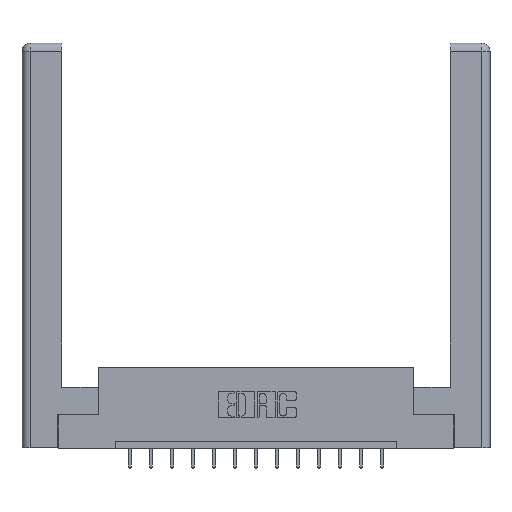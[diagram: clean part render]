
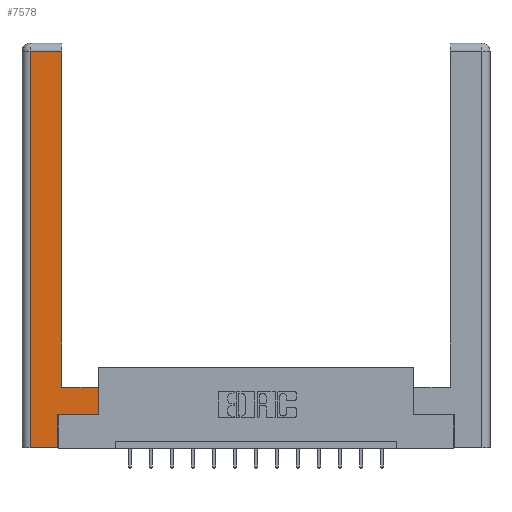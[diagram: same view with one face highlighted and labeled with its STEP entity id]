
A CAD part, top view. The second image highlights one B-rep face of the part: STEP entity #7578.
In plain terms, the highlighted planar face has unit normal (0, 0, 1).
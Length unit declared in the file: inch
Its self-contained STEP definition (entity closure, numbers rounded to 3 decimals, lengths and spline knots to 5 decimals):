
#28 = CARTESIAN_POINT ( 'NONE',  ( 0.565, 0.45, 0. ) ) ;
#150 = DIRECTION ( 'NONE',  ( 0., 1., 0. ) ) ;
#278 = ORIENTED_EDGE ( 'NONE', *, *, #3157, .T. ) ;
#517 = ORIENTED_EDGE ( 'NONE', *, *, #3025, .T. ) ;
#611 = AXIS2_PLACEMENT_3D ( 'NONE', #11020, #11080, #11128 ) ;
#627 = LINE ( 'NONE', #10109, #10169 ) ;
#1214 = CARTESIAN_POINT ( 'NONE',  ( 0.265, 0.245, 0. ) ) ;
#1304 = CARTESIAN_POINT ( 'NONE',  ( 0.295, 0.45, 0. ) ) ;
#1450 = LINE ( 'NONE', #14261, #14228 ) ;
#1768 = DIRECTION ( 'NONE',  ( -1., 0., 0. ) ) ;
#2239 = ORIENTED_EDGE ( 'NONE', *, *, #3175, .T. ) ;
#2300 = LINE ( 'NONE', #15320, #7949 ) ;
#2422 = ORIENTED_EDGE ( 'NONE', *, *, #4275, .T. ) ;
#2825 = VERTEX_POINT ( 'NONE', #14162 ) ;
#2878 = CARTESIAN_POINT ( 'NONE',  ( 0.565, 0.245, 0. ) ) ;
#3025 = EDGE_CURVE ( 'NONE', #10576, #4475, #3826, .T. ) ;
#3141 = EDGE_LOOP ( 'NONE', ( #2422, #5623, #6611, #517, #4484, #13137, #278, #2239 ) ) ;
#3157 = EDGE_CURVE ( 'NONE', #5937, #2825, #4582, .T. ) ;
#3175 = EDGE_CURVE ( 'NONE', #2825, #11060, #15034, .T. ) ;
#3262 = DIRECTION ( 'NONE',  ( 1., 0., 0. ) ) ;
#3285 = VERTEX_POINT ( 'NONE', #9150 ) ;
#3518 = EDGE_CURVE ( 'NONE', #4475, #14302, #1450, .T. ) ;
#3580 = PLANE ( 'NONE',  #611 ) ;
#3826 = LINE ( 'NONE', #14329, #6516 ) ;
#3888 = FACE_OUTER_BOUND ( 'NONE', #3141, .T. ) ;
#4275 = EDGE_CURVE ( 'NONE', #11060, #3285, #627, .T. ) ;
#4475 = VERTEX_POINT ( 'NONE', #8265 ) ;
#4484 = ORIENTED_EDGE ( 'NONE', *, *, #3518, .T. ) ;
#4582 = LINE ( 'NONE', #28, #13651 ) ;
#5572 = CARTESIAN_POINT ( 'NONE',  ( 0.0615, 2.94, 0. ) ) ;
#5623 = ORIENTED_EDGE ( 'NONE', *, *, #7392, .T. ) ;
#5937 = VERTEX_POINT ( 'NONE', #7051 ) ;
#6317 = VECTOR ( 'NONE', #7571, 39.37008 ) ;
#6344 = VECTOR ( 'NONE', #7342, 39.37008 ) ;
#6415 = DIRECTION ( 'NONE',  ( 0., 1., 0. ) ) ;
#6516 = VECTOR ( 'NONE', #3262, 39.37008 ) ;
#6611 = ORIENTED_EDGE ( 'NONE', *, *, #9449, .T. ) ;
#7051 = CARTESIAN_POINT ( 'NONE',  ( 0.565, 0.245, 0. ) ) ;
#7342 = DIRECTION ( 'NONE',  ( 0., -1., 0. ) ) ;
#7392 = EDGE_CURVE ( 'NONE', #3285, #10717, #2300, .T. ) ;
#7571 = DIRECTION ( 'NONE',  ( -1., 0., 0. ) ) ;
#7578 = ADVANCED_FACE ( 'NONE', ( #3888 ), #3580, .F. ) ;
#7913 = LINE ( 'NONE', #8550, #6344 ) ;
#7949 = VECTOR ( 'NONE', #1768, 39.37008 ) ;
#8126 = DIRECTION ( 'NONE',  ( 0., 1., 0. ) ) ;
#8265 = CARTESIAN_POINT ( 'NONE',  ( 0.265, 0., 0. ) ) ;
#8550 = CARTESIAN_POINT ( 'NONE',  ( 0.0615, 0., 0. ) ) ;
#9124 = DIRECTION ( 'NONE',  ( 1., 0., 0. ) ) ;
#9150 = CARTESIAN_POINT ( 'NONE',  ( 0.295, 2.94, 0. ) ) ;
#9449 = EDGE_CURVE ( 'NONE', #10717, #10576, #7913, .T. ) ;
#10109 = CARTESIAN_POINT ( 'NONE',  ( 0.295, 3., 0. ) ) ;
#10169 = VECTOR ( 'NONE', #6415, 39.37008 ) ;
#10576 = VERTEX_POINT ( 'NONE', #12012 ) ;
#10717 = VERTEX_POINT ( 'NONE', #5572 ) ;
#11020 = CARTESIAN_POINT ( 'NONE',  ( 0., 0., 0. ) ) ;
#11060 = VERTEX_POINT ( 'NONE', #11732 ) ;
#11080 = DIRECTION ( 'NONE',  ( 0., 0., -1. ) ) ;
#11128 = DIRECTION ( 'NONE',  ( -1., 0., 0. ) ) ;
#11732 = CARTESIAN_POINT ( 'NONE',  ( 0.295, 0.45, 0. ) ) ;
#12005 = LINE ( 'NONE', #2878, #14137 ) ;
#12012 = CARTESIAN_POINT ( 'NONE',  ( 0.0615, 0., 0. ) ) ;
#13137 = ORIENTED_EDGE ( 'NONE', *, *, #14404, .T. ) ;
#13651 = VECTOR ( 'NONE', #150, 39.37008 ) ;
#14137 = VECTOR ( 'NONE', #9124, 39.37008 ) ;
#14162 = CARTESIAN_POINT ( 'NONE',  ( 0.565, 0.45, 0. ) ) ;
#14228 = VECTOR ( 'NONE', #8126, 39.37008 ) ;
#14261 = CARTESIAN_POINT ( 'NONE',  ( 0.265, 0.245, 0. ) ) ;
#14302 = VERTEX_POINT ( 'NONE', #1214 ) ;
#14329 = CARTESIAN_POINT ( 'NONE',  ( 0.265, 0., 0. ) ) ;
#14404 = EDGE_CURVE ( 'NONE', #14302, #5937, #12005, .T. ) ;
#15034 = LINE ( 'NONE', #1304, #6317 ) ;
#15320 = CARTESIAN_POINT ( 'NONE',  ( 0.0615, 2.94, 0. ) ) ;
